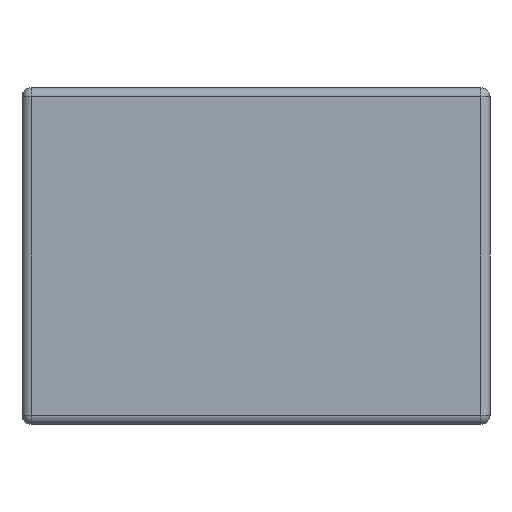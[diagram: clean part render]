
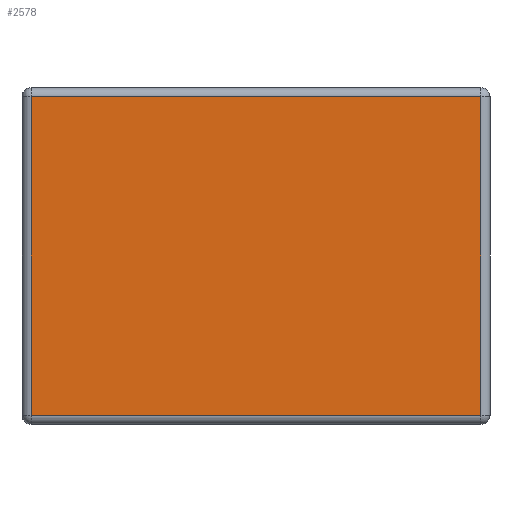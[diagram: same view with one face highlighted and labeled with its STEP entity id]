
A CAD part, left-side view. The second image highlights one B-rep face of the part: STEP entity #2578.
In plain terms, the highlighted planar face has unit normal (-1, 0, 0).
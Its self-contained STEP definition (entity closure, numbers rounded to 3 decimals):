
#154 = CARTESIAN_POINT ( 'NONE',  ( -1., 0.6, 0.875 ) ) ;
#213 = DIRECTION ( 'NONE',  ( -1., 0., 0. ) ) ;
#298 = DIRECTION ( 'NONE',  ( 0., -1., 0. ) ) ;
#302 = EDGE_CURVE ( 'NONE', #1916, #1053, #3641, .T. ) ;
#391 = ORIENTED_EDGE ( 'NONE', *, *, #2918, .T. ) ;
#531 = CARTESIAN_POINT ( 'NONE',  ( -1., 0., 0.9 ) ) ;
#620 = EDGE_CURVE ( 'NONE', #3289, #1916, #1100, .T. ) ;
#644 = VECTOR ( 'NONE', #1824, 1000. ) ;
#692 = EDGE_CURVE ( 'NONE', #1053, #1595, #910, .T. ) ;
#712 = VECTOR ( 'NONE', #298, 1000. ) ;
#718 = CARTESIAN_POINT ( 'NONE',  ( -1., -0.6, 0.875 ) ) ;
#832 = ORIENTED_EDGE ( 'NONE', *, *, #692, .T. ) ;
#910 = LINE ( 'NONE', #2747, #712 ) ;
#1053 = VERTEX_POINT ( 'NONE', #2364 ) ;
#1100 = LINE ( 'NONE', #1148, #1766 ) ;
#1148 = CARTESIAN_POINT ( 'NONE',  ( -1., 0., 0.875 ) ) ;
#1522 = CARTESIAN_POINT ( 'NONE',  ( -1., 0.6, 0. ) ) ;
#1564 = FACE_OUTER_BOUND ( 'NONE', #3481, .T. ) ;
#1595 = VERTEX_POINT ( 'NONE', #2173 ) ;
#1654 = AXIS2_PLACEMENT_3D ( 'NONE', #531, #213, #1722 ) ;
#1722 = DIRECTION ( 'NONE',  ( 0., 0., 1. ) ) ;
#1736 = CARTESIAN_POINT ( 'NONE',  ( -1., -0.6, 0.9 ) ) ;
#1766 = VECTOR ( 'NONE', #2329, 1000. ) ;
#1824 = DIRECTION ( 'NONE',  ( 0., 0., -1. ) ) ;
#1916 = VERTEX_POINT ( 'NONE', #154 ) ;
#1973 = VECTOR ( 'NONE', #3634, 1000. ) ;
#2173 = CARTESIAN_POINT ( 'NONE',  ( -1., -0.6, 0.025 ) ) ;
#2329 = DIRECTION ( 'NONE',  ( 0., 1., 0. ) ) ;
#2364 = CARTESIAN_POINT ( 'NONE',  ( -1., 0.6, 0.025 ) ) ;
#2454 = ORIENTED_EDGE ( 'NONE', *, *, #302, .T. ) ;
#2578 = ADVANCED_FACE ( 'NONE', ( #1564 ), #3056, .T. ) ;
#2747 = CARTESIAN_POINT ( 'NONE',  ( -1., -0.625, 0.025 ) ) ;
#2918 = EDGE_CURVE ( 'NONE', #1595, #3289, #3274, .T. ) ;
#2920 = ORIENTED_EDGE ( 'NONE', *, *, #620, .T. ) ;
#3056 = PLANE ( 'NONE',  #1654 ) ;
#3274 = LINE ( 'NONE', #1736, #1973 ) ;
#3289 = VERTEX_POINT ( 'NONE', #718 ) ;
#3481 = EDGE_LOOP ( 'NONE', ( #2920, #2454, #832, #391 ) ) ;
#3634 = DIRECTION ( 'NONE',  ( 0., 0., 1. ) ) ;
#3641 = LINE ( 'NONE', #1522, #644 ) ;
